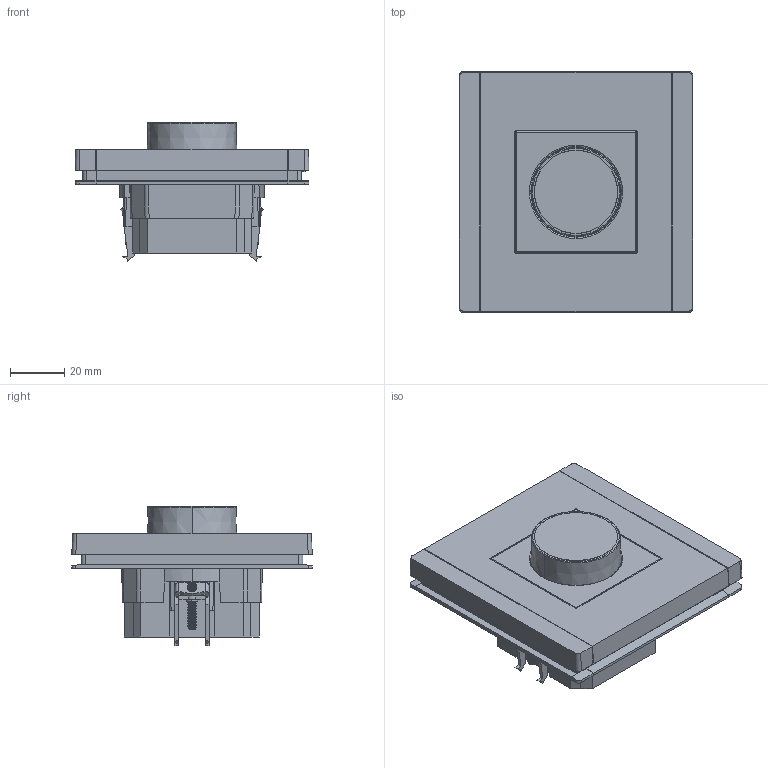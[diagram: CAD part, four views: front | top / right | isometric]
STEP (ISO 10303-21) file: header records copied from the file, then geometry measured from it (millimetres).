
FILE_DESCRIPTION (( 'STEP AP214' ), '1' );
FILE_NAME ('Òåðìîñòàò.STEP', '2025-03-12T10:30:50', ( '' ), ( '' ), 'SwSTEP 2.0', 'SolidWorks 2022', '' );
FILE_SCHEMA (( 'AUTOMOTIVE_DESIGN' ));
Length unit declared in the file: millimetre
Products named in the file (1): Термостат
Bounding box: 86.46 x 89 x 51.56 mm (x, y, z)
Volume: 158335.3 mm3; surface area: 44350.1 mm2
Topology: 1 solids, 38 shells, 1609 faces, 4520 edges, 2930 vertices
Faces by surface type: plane 1078, cylinder 455, bspline 52, cone 10, sphere 10, torus 4
Entity records: 85774 total; most frequent: CARTESIAN_POINT 46344, ORIENTED_EDGE 9020, DIRECTION 7056, EDGE_CURVE 4510, VECTOR 3228, LINE 3228, VERTEX_POINT 2929, AXIS2_PLACEMENT_3D 1914
